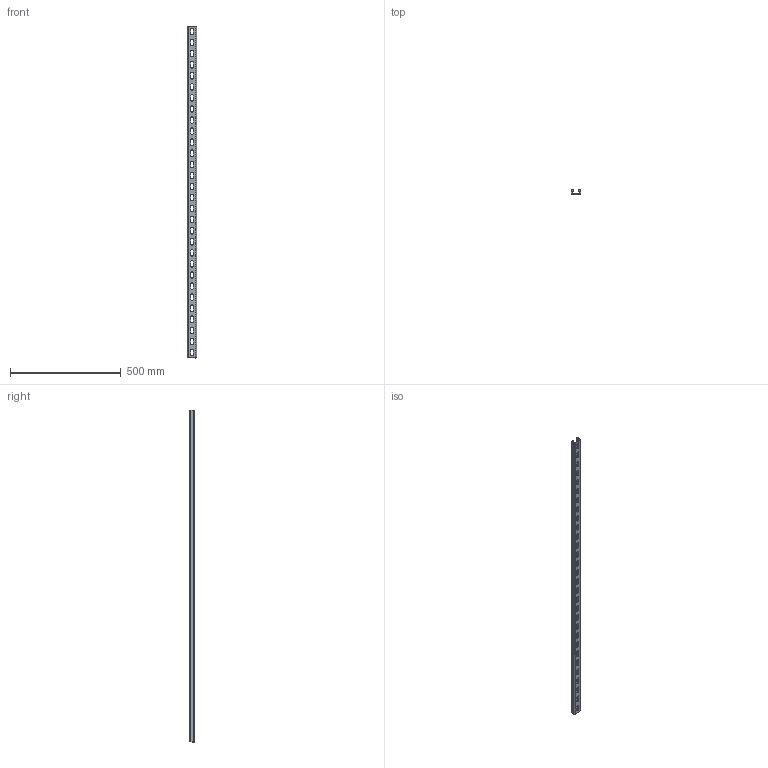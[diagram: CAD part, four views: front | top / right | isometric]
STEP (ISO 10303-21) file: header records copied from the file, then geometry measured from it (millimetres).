
FILE_DESCRIPTION (( 'STEP AP203' ), '1' );
FILE_NAME ('STRUT-镳铘桦黖h21-1500.step', '2022-01-25T08:59:38', ( '' ), ( '' ), 'SwSTEP 2.0', 'SolidWorks 2017', '' );
FILE_SCHEMA (( 'CONFIG_CONTROL_DESIGN' ));
Products named in the file (1): STRUT-镳铘桦黖h21-1500
Bounding box: 41 x 21 x 1500 mm (x, y, z)
Volume: 324684.9 mm3; surface area: 280941.7 mm2
Topology: 1 solids, 1 shells, 1744 faces, 5226 edges, 3484 vertices
Faces by surface type: plane 1678, cylinder 66
Entity records: 57839 total; most frequent: CARTESIAN_POINT 10455, ORIENTED_EDGE 10452, DIRECTION 8848, EDGE_CURVE 5226, VECTOR 5094, LINE 5094, VERTEX_POINT 3484, AXIS2_PLACEMENT_3D 1877
